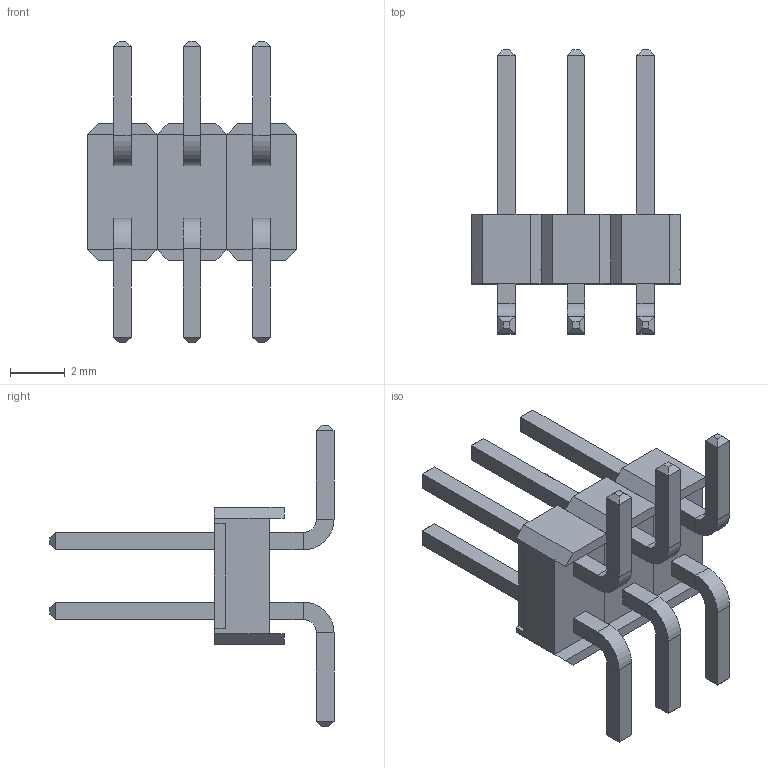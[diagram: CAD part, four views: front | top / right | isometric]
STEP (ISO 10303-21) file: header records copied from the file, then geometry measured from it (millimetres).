
FILE_DESCRIPTION (( 'STEP AP214' ), '1' );
FILE_NAME ('PLD_06SMD.STEP', '2019-07-03T12:35:29', ( '' ), ( '' ), 'SwSTEP 2.0', 'SolidWorks 2018', '' );
FILE_SCHEMA (( 'AUTOMOTIVE_DESIGN' ));
Length unit declared in the file: millimetre
Products named in the file (1): PLD_06SMD
Bounding box: 7.62 x 10.36 x 11 mm (x, y, z)
Volume: 104.5 mm3; surface area: 356.2 mm2
Topology: 3 solids, 3 shells, 222 faces, 504 edges, 300 vertices
Faces by surface type: plane 210, cylinder 12
Entity records: 8440 total; most frequent: CARTESIAN_POINT 1027, ORIENTED_EDGE 1008, DIRECTION 974, EDGE_CURVE 504, VECTOR 480, LINE 480, VERTEX_POINT 300, AXIS2_PLACEMENT_3D 247
